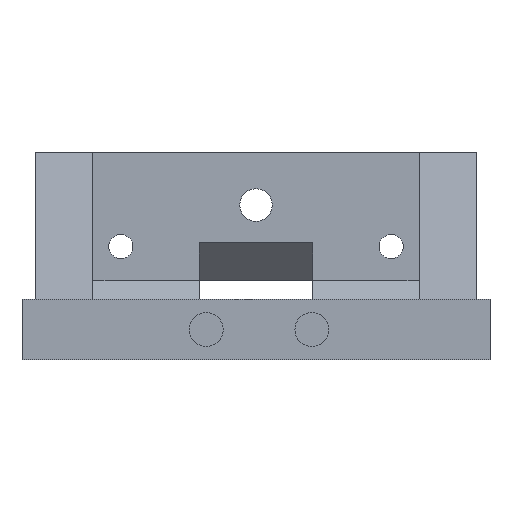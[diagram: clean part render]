
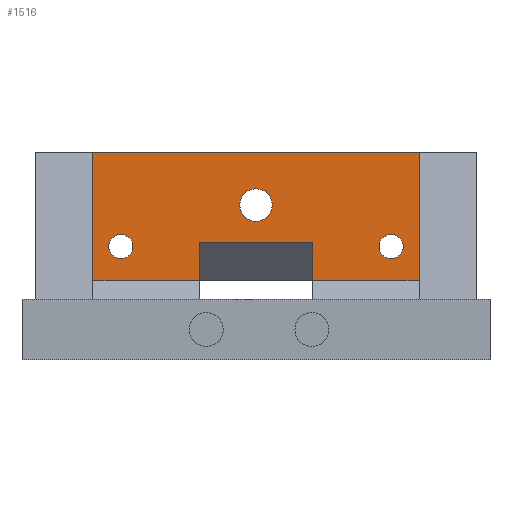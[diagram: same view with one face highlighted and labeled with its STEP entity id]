
A CAD part, left-side view. The second image highlights one B-rep face of the part: STEP entity #1516.
In plain terms, the highlighted planar face has unit normal (-1, 0, 0).
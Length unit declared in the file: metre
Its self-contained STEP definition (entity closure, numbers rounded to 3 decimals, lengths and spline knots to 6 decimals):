
#77=LINE('',#2461,#199);
#78=LINE('',#2465,#200);
#79=LINE('',#2468,#201);
#80=LINE('',#2470,#202);
#81=LINE('',#2471,#203);
#82=LINE('',#2473,#204);
#83=LINE('',#2475,#205);
#84=LINE('',#2477,#206);
#199=VECTOR('',#1938,1.);
#200=VECTOR('',#1943,1.);
#201=VECTOR('',#1944,1.);
#202=VECTOR('',#1945,1.);
#203=VECTOR('',#1946,1.);
#204=VECTOR('',#1947,1.);
#205=VECTOR('',#1948,1.);
#206=VECTOR('',#1949,1.);
#266=PLANE('',#1659);
#417=ORIENTED_EDGE('',*,*,#811,.T.);
#418=ORIENTED_EDGE('',*,*,#719,.T.);
#419=ORIENTED_EDGE('',*,*,#717,.T.);
#420=ORIENTED_EDGE('',*,*,#812,.F.);
#421=ORIENTED_EDGE('',*,*,#813,.T.);
#422=ORIENTED_EDGE('',*,*,#814,.F.);
#423=ORIENTED_EDGE('',*,*,#810,.F.);
#424=ORIENTED_EDGE('',*,*,#815,.T.);
#425=ORIENTED_EDGE('',*,*,#816,.T.);
#426=ORIENTED_EDGE('',*,*,#817,.T.);
#427=ORIENTED_EDGE('',*,*,#818,.T.);
#717=EDGE_CURVE('',#917,#917,#1065,.T.);
#719=EDGE_CURVE('',#919,#919,#1067,.T.);
#810=EDGE_CURVE('',#1004,#996,#77,.T.);
#811=EDGE_CURVE('',#1005,#1005,#1095,.T.);
#812=EDGE_CURVE('',#1006,#1007,#78,.T.);
#813=EDGE_CURVE('',#1006,#1008,#79,.T.);
#814=EDGE_CURVE('',#996,#1008,#80,.T.);
#815=EDGE_CURVE('',#1004,#1009,#81,.T.);
#816=EDGE_CURVE('',#1009,#1010,#82,.T.);
#817=EDGE_CURVE('',#1010,#1011,#83,.T.);
#818=EDGE_CURVE('',#1011,#1007,#84,.T.);
#917=VERTEX_POINT('',#2274);
#919=VERTEX_POINT('',#2279);
#996=VERTEX_POINT('',#2444);
#1004=VERTEX_POINT('',#2460);
#1005=VERTEX_POINT('',#2464);
#1006=VERTEX_POINT('',#2466);
#1007=VERTEX_POINT('',#2467);
#1008=VERTEX_POINT('',#2469);
#1009=VERTEX_POINT('',#2472);
#1010=VERTEX_POINT('',#2474);
#1011=VERTEX_POINT('',#2476);
#1065=CIRCLE('',#1620,0.0016);
#1067=CIRCLE('',#1623,0.0016);
#1095=CIRCLE('',#1660,0.00215);
#1167=EDGE_LOOP('',(#417));
#1168=EDGE_LOOP('',(#418));
#1169=EDGE_LOOP('',(#419));
#1170=EDGE_LOOP('',(#420,#421,#422,#423,#424,#425,#426,#427));
#1331=FACE_BOUND('',#1167,.T.);
#1332=FACE_BOUND('',#1168,.T.);
#1333=FACE_BOUND('',#1169,.T.);
#1334=FACE_BOUND('',#1170,.T.);
#1516=ADVANCED_FACE('',(#1331,#1332,#1333,#1334),#266,.F.);
#1620=AXIS2_PLACEMENT_3D('',#2273,#1799,#1800);
#1623=AXIS2_PLACEMENT_3D('',#2278,#1805,#1806);
#1659=AXIS2_PLACEMENT_3D('',#2462,#1939,#1940);
#1660=AXIS2_PLACEMENT_3D('',#2463,#1941,#1942);
#1799=DIRECTION('',(1.,0.,0.));
#1800=DIRECTION('',(0.,1.,0.));
#1805=DIRECTION('',(1.,0.,0.));
#1806=DIRECTION('',(0.,1.,0.));
#1938=DIRECTION('',(0.,-1.,0.));
#1939=DIRECTION('',(1.,0.,0.));
#1940=DIRECTION('',(0.,1.,0.));
#1941=DIRECTION('',(1.,0.,0.));
#1942=DIRECTION('',(0.,1.,0.));
#1943=DIRECTION('',(0.,0.,1.));
#1944=DIRECTION('',(0.,-1.,0.));
#1945=DIRECTION('',(0.,0.,-1.));
#1946=DIRECTION('',(0.,0.,-1.));
#1947=DIRECTION('',(0.,-1.,0.));
#1948=DIRECTION('',(0.,0.,1.));
#1949=DIRECTION('',(0.,-1.,0.));
#2273=CARTESIAN_POINT('',(0.0045,-0.0179,0.0065));
#2274=CARTESIAN_POINT('',(0.0045,-0.0163,0.0065));
#2278=CARTESIAN_POINT('',(0.0045,0.0179,0.0065));
#2279=CARTESIAN_POINT('',(0.0045,0.0195,0.0065));
#2444=CARTESIAN_POINT('',(0.0045,-0.0216,0.019));
#2460=CARTESIAN_POINT('',(0.0045,0.0216,0.019));
#2461=CARTESIAN_POINT('',(0.0045,0.,0.019));
#2462=CARTESIAN_POINT('',(0.0045,0.,0.0245));
#2463=CARTESIAN_POINT('',(0.0045,0.,0.012));
#2464=CARTESIAN_POINT('',(0.0045,0.00215,0.012));
#2465=CARTESIAN_POINT('',(0.0045,-0.0075,0.00075));
#2466=CARTESIAN_POINT('',(0.0045,-0.0075,0.002));
#2467=CARTESIAN_POINT('',(0.0045,-0.0075,0.007));
#2468=CARTESIAN_POINT('',(0.0045,0.,0.002));
#2469=CARTESIAN_POINT('',(0.0045,-0.0216,0.002));
#2470=CARTESIAN_POINT('',(0.0045,-0.0216,0.019002));
#2471=CARTESIAN_POINT('',(0.0045,0.0216,0.019002));
#2472=CARTESIAN_POINT('',(0.0045,0.0216,0.002));
#2473=CARTESIAN_POINT('',(0.0045,0.,0.002));
#2474=CARTESIAN_POINT('',(0.0045,0.0075,0.002));
#2475=CARTESIAN_POINT('',(0.0045,0.0075,0.00075));
#2476=CARTESIAN_POINT('',(0.0045,0.0075,0.007));
#2477=CARTESIAN_POINT('',(0.0045,0.,0.007));
